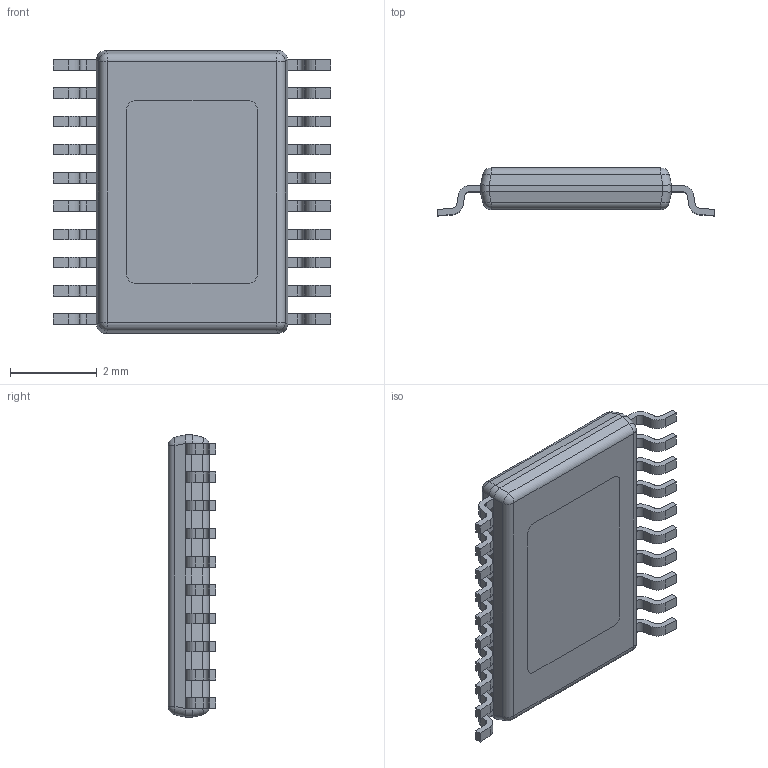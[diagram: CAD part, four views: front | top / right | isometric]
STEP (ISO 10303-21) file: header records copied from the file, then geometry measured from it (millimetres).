
FILE_DESCRIPTION (( 'STEP AP214' ), '1' );
FILE_NAME ('HTSSOP-20.STEP', '2020-09-10T11:45:14', ( '' ), ( '' ), 'SwSTEP 2.0', 'SolidWorks 2017', '' );
FILE_SCHEMA (( 'AUTOMOTIVE_DESIGN' ));
Length unit declared in the file: millimetre
Products named in the file (1): PWP20
Bounding box: 6.4 x 1.1 x 6.5 mm (x, y, z)
Volume: 27.1 mm3; surface area: 122.9 mm2
Topology: 23 solids, 23 shells, 348 faces, 884 edges, 576 vertices
Faces by surface type: plane 228, cylinder 112, sphere 8
Entity records: 10608 total; most frequent: CARTESIAN_POINT 1873, DIRECTION 1758, ORIENTED_EDGE 1752, EDGE_CURVE 876, LINE 644, VECTOR 644, VERTEX_POINT 576, AXIS2_PLACEMENT_3D 557
